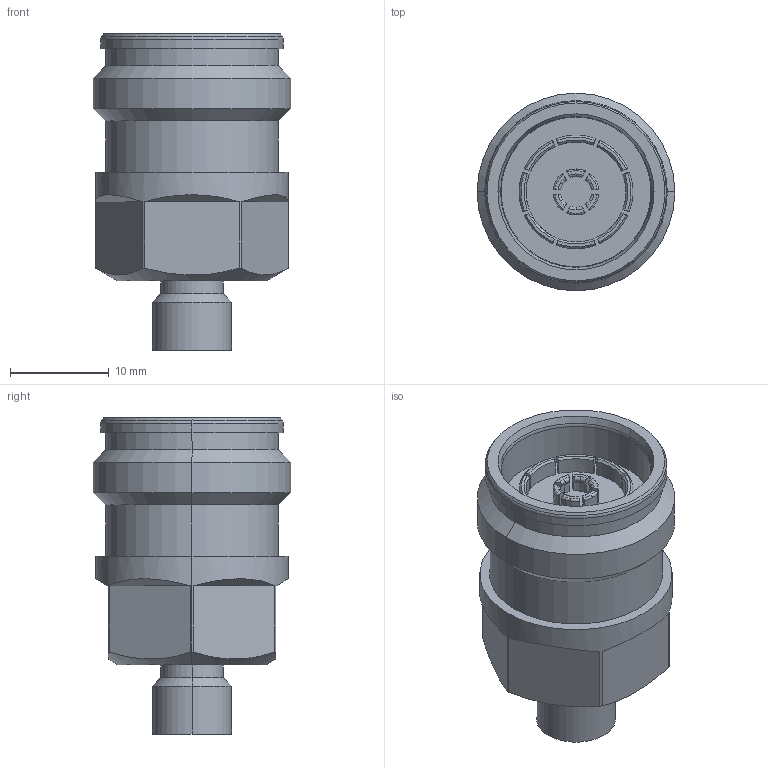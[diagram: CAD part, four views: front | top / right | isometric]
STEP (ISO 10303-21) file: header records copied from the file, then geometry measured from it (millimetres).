
FILE_DESCRIPTION (( 'STEP AP214' ), '1' );
FILE_NAME ('J01441A0007.STEP', '2018-11-15T09:10:58', ( '' ), ( '' ), 'SwSTEP 2.0', 'SolidWorks 2017', '' );
FILE_SCHEMA (( 'AUTOMOTIVE_DESIGN' ));
Length unit declared in the file: millimetre
Products named in the file (1): J01441A0007
Bounding box: 20 x 20 x 32 mm (x, y, z)
Volume: 5937.7 mm3; surface area: 2747.3 mm2
Topology: 1 solids, 1 shells, 221 faces, 540 edges, 340 vertices
Faces by surface type: plane 73, cylinder 60, torus 48, cone 40
Entity records: 9249 total; most frequent: CARTESIAN_POINT 1870, ORIENTED_EDGE 1080, DIRECTION 978, EDGE_CURVE 540, AXIS2_PLACEMENT_3D 392, VERTEX_POINT 340, EDGE_LOOP 240, UNCERTAINTY_MEASURE_WITH_UNIT 222
